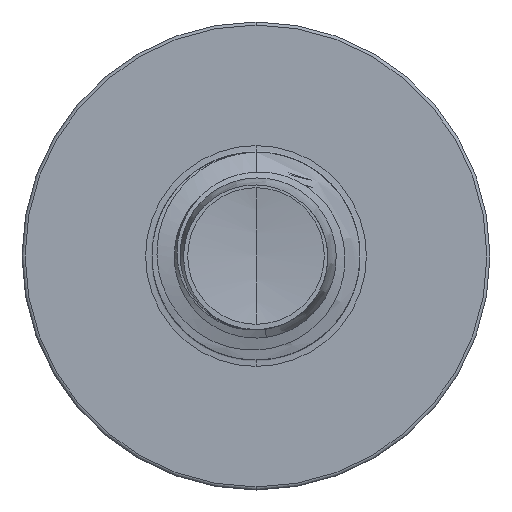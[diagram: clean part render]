
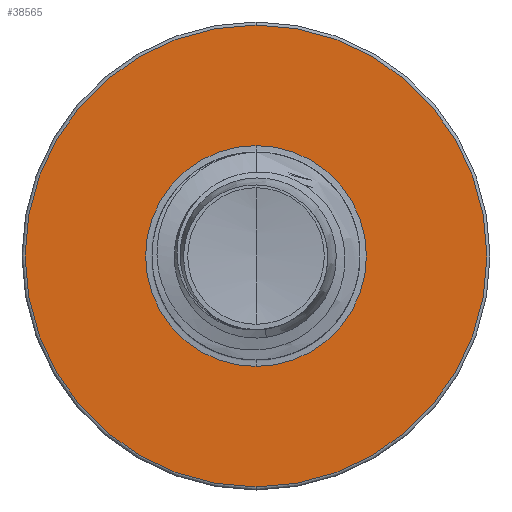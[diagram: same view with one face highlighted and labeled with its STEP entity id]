
A CAD part, front view. The second image highlights one B-rep face of the part: STEP entity #38565.
In plain terms, the highlighted planar face has unit normal (0, -1, 0).
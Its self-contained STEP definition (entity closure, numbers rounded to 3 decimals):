
#884 = VERTEX_POINT ( 'NONE', #15909 ) ;
#3198 = AXIS2_PLACEMENT_3D ( 'NONE', #6987, #37101, #19264 ) ;
#4731 = VERTEX_POINT ( 'NONE', #15784 ) ;
#5568 = CARTESIAN_POINT ( 'NONE',  ( 0., 22.5, -6.66 ) ) ;
#5840 = EDGE_LOOP ( 'NONE', ( #11940, #29260 ) ) ;
#5944 = ORIENTED_EDGE ( 'NONE', *, *, #22495, .F. ) ;
#6312 = FACE_OUTER_BOUND ( 'NONE', #29553, .T. ) ;
#6987 = CARTESIAN_POINT ( 'NONE',  ( 0., 22.5, -3.186 ) ) ;
#7479 = EDGE_CURVE ( 'NONE', #18745, #884, #24632, .T. ) ;
#10319 = CIRCLE ( 'NONE', #16304, 6.66 ) ;
#11940 = ORIENTED_EDGE ( 'NONE', *, *, #7479, .T. ) ;
#12128 = AXIS2_PLACEMENT_3D ( 'NONE', #20994, #20901, #20894 ) ;
#13459 = AXIS2_PLACEMENT_3D ( 'NONE', #16146, #37055, #19213 ) ;
#14892 = EDGE_CURVE ( 'NONE', #16190, #4731, #10319, .T. ) ;
#15784 = CARTESIAN_POINT ( 'NONE',  ( 0., 22.5, 6.66 ) ) ;
#15816 = AXIS2_PLACEMENT_3D ( 'NONE', #18315, #39012, #21357 ) ;
#15909 = CARTESIAN_POINT ( 'NONE',  ( 0., 22.5, -3.186 ) ) ;
#16146 = CARTESIAN_POINT ( 'NONE',  ( 0., 22.5, 0. ) ) ;
#16190 = VERTEX_POINT ( 'NONE', #5568 ) ;
#16304 = AXIS2_PLACEMENT_3D ( 'NONE', #16854, #37691, #19911 ) ;
#16854 = CARTESIAN_POINT ( 'NONE',  ( 0., 22.5, 0. ) ) ;
#18315 = CARTESIAN_POINT ( 'NONE',  ( 0., 22.5, 0. ) ) ;
#18745 = VERTEX_POINT ( 'NONE', #32451 ) ;
#19213 = DIRECTION ( 'NONE',  ( 0., 0., 1. ) ) ;
#19264 = DIRECTION ( 'NONE',  ( 0., 0., 1. ) ) ;
#19911 = DIRECTION ( 'NONE',  ( 0., 0., 1. ) ) ;
#20894 = DIRECTION ( 'NONE',  ( 0., 0., 1. ) ) ;
#20901 = DIRECTION ( 'NONE',  ( 0., 1., 0. ) ) ;
#20994 = CARTESIAN_POINT ( 'NONE',  ( 0., 22.5, 0. ) ) ;
#21357 = DIRECTION ( 'NONE',  ( 0., 0., 1. ) ) ;
#22495 = EDGE_CURVE ( 'NONE', #4731, #16190, #23555, .T. ) ;
#23555 = CIRCLE ( 'NONE', #15816, 6.66 ) ;
#24632 = CIRCLE ( 'NONE', #12128, 3.186 ) ;
#28197 = PLANE ( 'NONE',  #3198 ) ;
#29260 = ORIENTED_EDGE ( 'NONE', *, *, #31034, .T. ) ;
#29553 = EDGE_LOOP ( 'NONE', ( #5944, #36959 ) ) ;
#31034 = EDGE_CURVE ( 'NONE', #884, #18745, #36934, .T. ) ;
#32451 = CARTESIAN_POINT ( 'NONE',  ( 0., 22.5, 3.186 ) ) ;
#36934 = CIRCLE ( 'NONE', #13459, 3.186 ) ;
#36959 = ORIENTED_EDGE ( 'NONE', *, *, #14892, .F. ) ;
#37055 = DIRECTION ( 'NONE',  ( 0., 1., 0. ) ) ;
#37101 = DIRECTION ( 'NONE',  ( 0., 1., 0. ) ) ;
#37368 = FACE_BOUND ( 'NONE', #5840, .T. ) ;
#37691 = DIRECTION ( 'NONE',  ( 0., 1., 0. ) ) ;
#38565 = ADVANCED_FACE ( 'NONE', ( #6312, #37368 ), #28197, .F. ) ;
#39012 = DIRECTION ( 'NONE',  ( 0., 1., 0. ) ) ;
